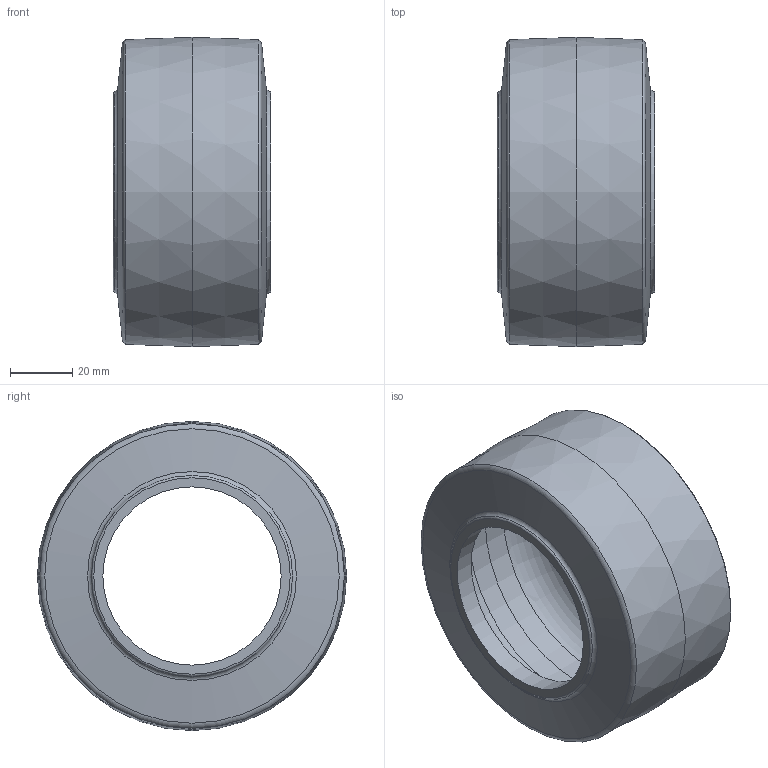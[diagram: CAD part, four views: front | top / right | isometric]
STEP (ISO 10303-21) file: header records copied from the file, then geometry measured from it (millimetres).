
FILE_DESCRIPTION(/* description */ (''),/* implementation_level */ '2;1');
FILE_NAME(/* name */ '217-4054-004 Rev1.ipt.step',/* time_stamp */ '2020-04-16T23:22:44-04:00',/* author */ ('Afnan'),/* organization */ (''),/* preprocessor_version */ 'ST-DEVELOPER v17',/* originating_system */ 'Autodesk Inventor 2019',/* authorisation */ '');
FILE_SCHEMA (('AUTOMOTIVE_DESIGN { 1 0 10303 214 3 1 1 }'));
Length unit declared in the file: inch
Products named in the file (1): 217-4054-004 Rev1
Bounding box: 50.8 x 99.57 x 99.57 mm (x, y, z)
Volume: 148230.3 mm3; surface area: 38622.5 mm2
Topology: 1 solids, 1 shells, 19 faces, 53 edges, 38 vertices
Faces by surface type: torus 7, cone 6, plane 4, cylinder 2
Full cylindrical faces by diameter (mm): 57.404 x2
Entity records: 966 total; most frequent: CARTESIAN_POINT 375, DIRECTION 134, ORIENTED_EDGE 106, AXIS2_PLACEMENT_3D 63, EDGE_CURVE 53, CIRCLE 43, VERTEX_POINT 38, EDGE_LOOP 23
